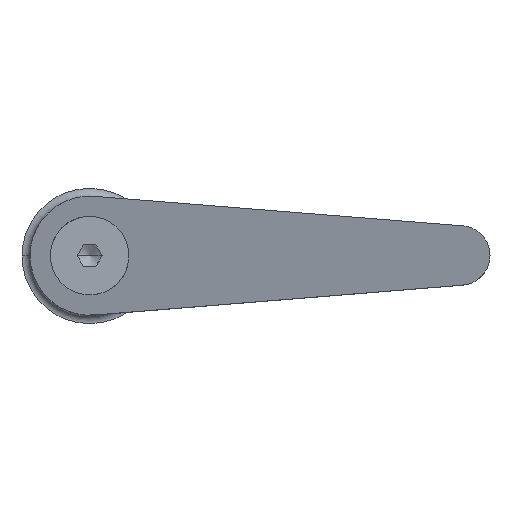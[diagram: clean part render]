
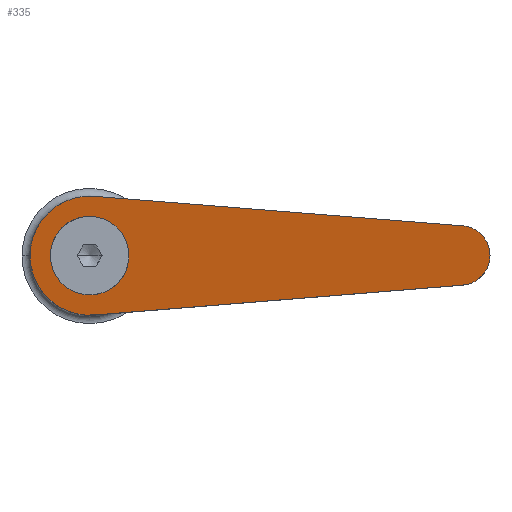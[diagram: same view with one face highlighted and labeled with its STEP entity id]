
A CAD part, top view. The second image highlights one B-rep face of the part: STEP entity #335.
In plain terms, the highlighted planar face has unit normal (-0.26, 0, 0.966).
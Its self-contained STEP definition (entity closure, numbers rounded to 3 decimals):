
#199=VERTEX_POINT('',#553);
#205=EDGE_CURVE('',#517,#253,#560,.T.);
#219=EDGE_CURVE('',#233,#199,#577,.T.);
#233=VERTEX_POINT('',#592);
#239=VERTEX_POINT('',#598);
#253=VERTEX_POINT('',#612);
#335=ADVANCED_FACE('',(#706,#707),#708,.F.);
#365=VERTEX_POINT('',#740);
#383=VERTEX_POINT('',#759);
#393=EDGE_CURVE('',#199,#239,#770,.T.);
#405=EDGE_CURVE('',#253,#365,#782,.T.);
#425=EDGE_CURVE('',#239,#233,#804,.T.);
#449=EDGE_CURVE('',#383,#505,#831,.T.);
#489=EDGE_CURVE('',#365,#383,#878,.T.);
#505=VERTEX_POINT('',#897);
#511=EDGE_CURVE('',#505,#517,#903,.T.);
#517=VERTEX_POINT('',#910);
#553=CARTESIAN_POINT('',(0.,7.25,36.764));
#560=ELLIPSE('',#947,11.392,11.0);
#577=ELLIPSE('',#971,7.509,7.25);
#592=CARTESIAN_POINT('',(0.,-7.25,36.764));
#598=CARTESIAN_POINT('',(-0.771,7.209,36.556));
#612=CARTESIAN_POINT('',(-11.,0.,33.8));
#706=FACE_OUTER_BOUND('',#1172,.T.);
#707=FACE_BOUND('',#1173,.T.);
#708=PLANE('',#1174);
#740=CARTESIAN_POINT('',(0.883,-10.964,37.002));
#759=CARTESIAN_POINT('',(68.942,-5.482,55.337));
#770=ELLIPSE('',#1268,7.509,7.25);
#782=ELLIPSE('',#1283,11.392,11.0);
#804=ELLIPSE('',#1322,7.509,7.25);
#831=ELLIPSE('',#1368,5.696,5.5);
#878=LINE('',#1435,#1436);
#897=CARTESIAN_POINT('',(68.942,5.482,55.337));
#903=LINE('',#1472,#1473);
#910=CARTESIAN_POINT('',(0.883,10.964,37.002));
#947=AXIS2_PLACEMENT_3D('',#1513,#1514,#1515);
#971=AXIS2_PLACEMENT_3D('',#1545,#1546,#1547);
#1172=EDGE_LOOP('',(#1695,#1696,#1697,#1698,#1699));
#1173=EDGE_LOOP('',(#1700,#1701,#1702));
#1174=AXIS2_PLACEMENT_3D('',#1703,#1704,#1705);
#1268=AXIS2_PLACEMENT_3D('',#1756,#1757,#1758);
#1283=AXIS2_PLACEMENT_3D('',#1760,#1761,#1762);
#1322=AXIS2_PLACEMENT_3D('',#1787,#1788,#1789);
#1368=AXIS2_PLACEMENT_3D('',#1834,#1835,#1836);
#1435=CARTESIAN_POINT('',(70.781,-5.334,55.833));
#1436=VECTOR('',#1904,1.0);
#1472=CARTESIAN_POINT('',(39.041,7.891,47.282));
#1473=VECTOR('',#1924,1.0);
#1513=CARTESIAN_POINT('',(0.,0.,36.764));
#1514=DIRECTION('',(-0.26,0.,0.966));
#1515=DIRECTION('',(-0.966,0.,-0.26));
#1545=CARTESIAN_POINT('',(0.,0.,36.764));
#1546=DIRECTION('',(-0.26,0.,0.966));
#1547=DIRECTION('',(-0.966,0.0,-0.26));
#1695=ORIENTED_EDGE('',*,*,#205,.T.);
#1696=ORIENTED_EDGE('',*,*,#405,.T.);
#1697=ORIENTED_EDGE('',*,*,#489,.T.);
#1698=ORIENTED_EDGE('',*,*,#449,.T.);
#1699=ORIENTED_EDGE('',*,*,#511,.T.);
#1700=ORIENTED_EDGE('',*,*,#425,.F.);
#1701=ORIENTED_EDGE('',*,*,#393,.F.);
#1702=ORIENTED_EDGE('',*,*,#219,.F.);
#1703=CARTESIAN_POINT('',(32.987,0.,45.651));
#1704=DIRECTION('',(0.26,0.,-0.966));
#1705=DIRECTION('',(0.251,0.966,0.068));
#1756=CARTESIAN_POINT('',(0.,0.,36.764));
#1757=DIRECTION('',(-0.26,0.,0.966));
#1758=DIRECTION('',(-0.966,0.0,-0.26));
#1760=CARTESIAN_POINT('',(0.,0.,36.764));
#1761=DIRECTION('',(-0.26,0.,0.966));
#1762=DIRECTION('',(-0.966,0.,-0.26));
#1787=CARTESIAN_POINT('',(0.,0.,36.764));
#1788=DIRECTION('',(-0.26,0.,0.966));
#1789=DIRECTION('',(-0.966,0.0,-0.26));
#1834=CARTESIAN_POINT('',(68.5,0.,55.219));
#1835=DIRECTION('',(-0.26,0.,0.966));
#1836=DIRECTION('',(0.966,0.,0.26));
#1904=DIRECTION('',(0.963,0.078,0.259));
#1924=DIRECTION('',(-0.963,0.078,-0.259));
